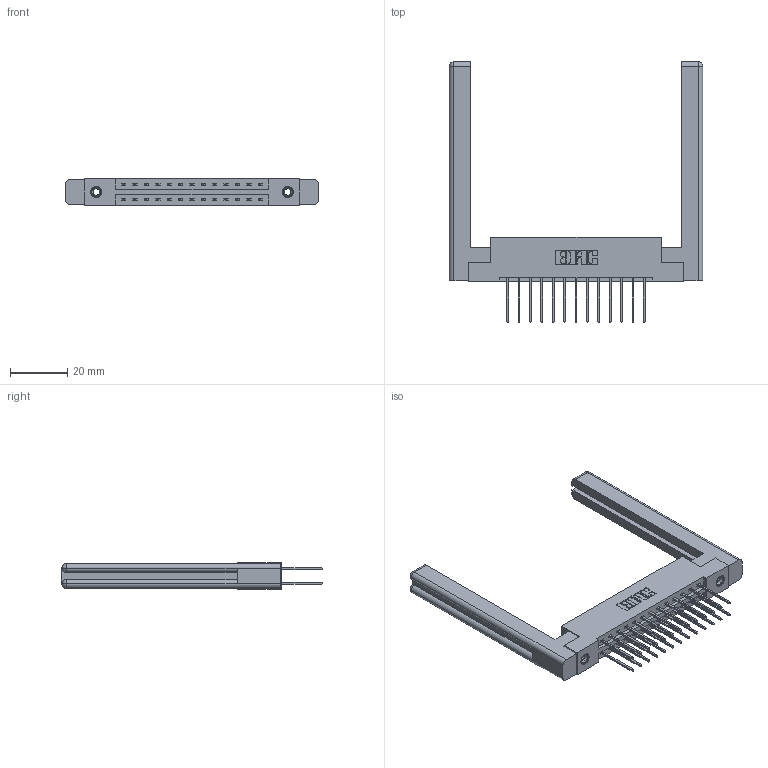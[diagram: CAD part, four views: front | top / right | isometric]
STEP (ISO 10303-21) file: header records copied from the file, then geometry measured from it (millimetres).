
FILE_DESCRIPTION (( 'STEP AP203' ), '1' );
FILE_NAME ('337-026-540-258.STEP', '2019-10-08T16:11:12', ( '' ), ( '' ), 'SwSTEP 2.0', 'SolidWorks 2016', '' );
FILE_SCHEMA (( 'CONFIG_CONTROL_DESIGN' ));
Length unit declared in the file: inch
Products named in the file (5): 307-220-058; 345-292-001_345-293-140; 337-026-540-258; 345-250-001_345-250-001-102; 337 Part_Flush Mounting Lugs - 0.156 Dia-TI
Assembly tree (31 placements, depth 2):
  337-026-540-258
    337 Part_Flush Mounting Lugs - 0.156 Dia-TI
    345-292-001_345-293-140  x26
    345-250-001_345-250-001-102  x2
    307-220-058  x2
Bounding box: 88.14 x 90.56 x 9.4 mm (x, y, z)
Volume: 16143.6 mm3; surface area: 15428.2 mm2
Topology: 31 solids, 31 shells, 1660 faces, 4851 edges, 3186 vertices
Faces by surface type: plane 1142, cylinder 494, cone 12, torus 12
Entity records: 16482 total; most frequent: CARTESIAN_POINT 2809, ORIENTED_EDGE 2684, DIRECTION 2458, EDGE_CURVE 1342, VECTOR 1166, LINE 1166, VERTEX_POINT 886, AXIS2_PLACEMENT_3D 646
